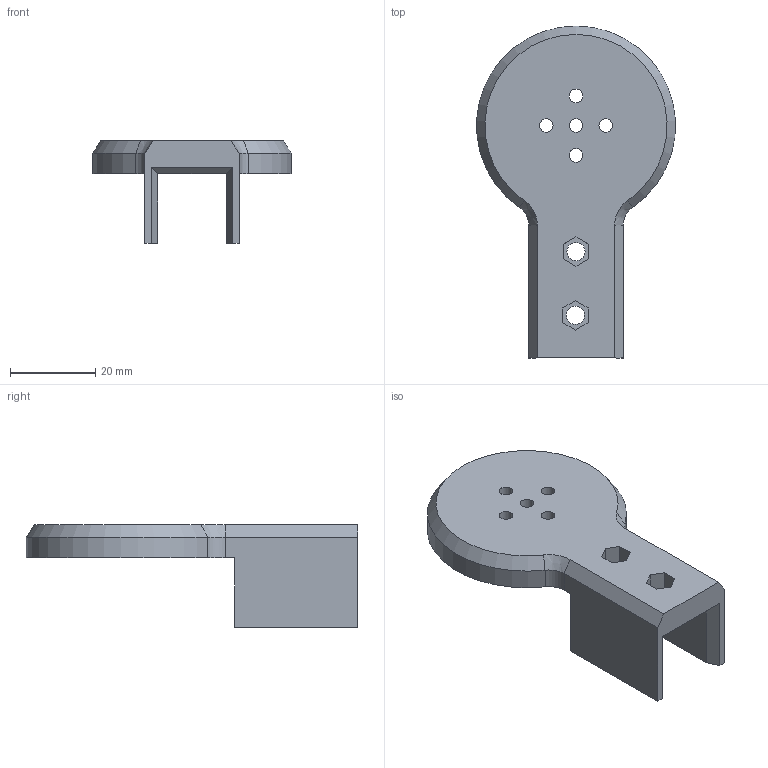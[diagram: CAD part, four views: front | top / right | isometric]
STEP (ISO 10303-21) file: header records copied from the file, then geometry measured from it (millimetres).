
FILE_DESCRIPTION(/* description */ ('STEP AP214'),/* implementation_level */ '2;1');
FILE_NAME(/* name */ '6819421450d50a4ee4875a7d',/* time_stamp */ '2025-05-05T22:56:21Z',/* author */ (''),/* organization */ (''),/* preprocessor_version */ 'ST-DEVELOPER v20',/* originating_system */ 'ONSHAPE BY PTC INC, 1.197',/* authorisation */ ' ');
FILE_SCHEMA (('AUTOMOTIVE_DESIGN {1 0 10303 214 3 1 1}'));
Length unit declared in the file: metre
Products named in the file (1): Part 1
Bounding box: 46.82 x 78.08 x 24.2 mm (x, y, z)
Volume: 19969.4 mm3; surface area: 8876.9 mm2
Topology: 1 solids, 1 shells, 45 faces, 114 edges, 74 vertices
Faces by surface type: plane 31, cylinder 11, cone 3
Full cylindrical faces by diameter (mm): 3.2 x5, 4.3 x2, 20.15 x1
Entity records: 1363 total; most frequent: CARTESIAN_POINT 226, DIRECTION 223, ORIENTED_EDGE 212, EDGE_CURVE 106, LINE 81, VECTOR 81, VERTEX_POINT 74, AXIS2_PLACEMENT_3D 71
